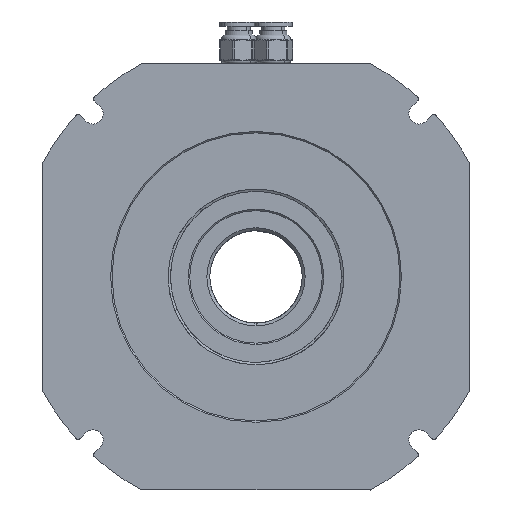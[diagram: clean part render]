
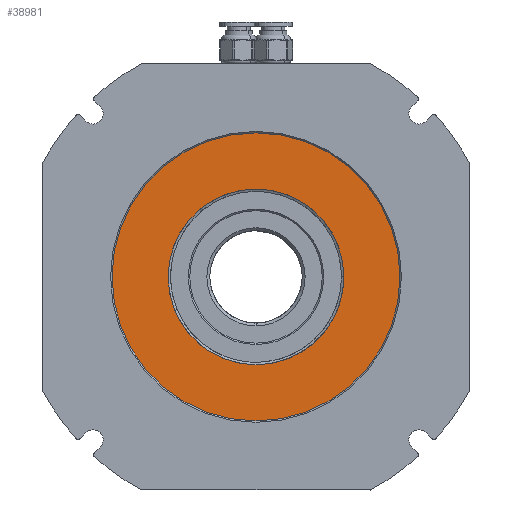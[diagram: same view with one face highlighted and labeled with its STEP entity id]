
A CAD part, front view. The second image highlights one B-rep face of the part: STEP entity #38981.
In plain terms, the highlighted planar face has unit normal (0, -1, 0).
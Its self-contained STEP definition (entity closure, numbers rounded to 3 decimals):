
#1901 = CARTESIAN_POINT ( 'NONE',  ( 0., 3., 0. ) ) ;
#6767 = CIRCLE ( 'NONE', #63560, 30.5 ) ;
#6846 = AXIS2_PLACEMENT_3D ( 'NONE', #38927, #39257, #58686 ) ;
#8354 = CARTESIAN_POINT ( 'NONE',  ( 30.5, 3., 0. ) ) ;
#8855 = ORIENTED_EDGE ( 'NONE', *, *, #58854, .F. ) ;
#9600 = CARTESIAN_POINT ( 'NONE',  ( 0., 3., -50. ) ) ;
#10070 = AXIS2_PLACEMENT_3D ( 'NONE', #22293, #41984, #36811 ) ;
#10622 = CARTESIAN_POINT ( 'NONE',  ( 0., 3., 50. ) ) ;
#12453 = ORIENTED_EDGE ( 'NONE', *, *, #17011, .T. ) ;
#12902 = CARTESIAN_POINT ( 'NONE',  ( 0., 3., 30.5 ) ) ;
#14001 = DIRECTION ( 'NONE',  ( 0., 0., -1. ) ) ;
#15146 = ORIENTED_EDGE ( 'NONE', *, *, #41400, .F. ) ;
#17011 = EDGE_CURVE ( 'NONE', #55927, #22590, #55041, .T. ) ;
#18287 = EDGE_LOOP ( 'NONE', ( #50921, #12453 ) ) ;
#20638 = DIRECTION ( 'NONE',  ( 0., -1., 0. ) ) ;
#22293 = CARTESIAN_POINT ( 'NONE',  ( 0., 3., 0. ) ) ;
#22590 = VERTEX_POINT ( 'NONE', #9600 ) ;
#22767 = CARTESIAN_POINT ( 'NONE',  ( 0., 3., 0. ) ) ;
#22884 = CIRCLE ( 'NONE', #33174, 50. ) ;
#24843 = EDGE_LOOP ( 'NONE', ( #15146, #58784, #8855 ) ) ;
#26727 = CARTESIAN_POINT ( 'NONE',  ( 0., 3., 0. ) ) ;
#27220 = FACE_OUTER_BOUND ( 'NONE', #18287, .T. ) ;
#30584 = CIRCLE ( 'NONE', #6846, 30.5 ) ;
#31723 = FACE_BOUND ( 'NONE', #24843, .T. ) ;
#33162 = VERTEX_POINT ( 'NONE', #8354 ) ;
#33174 = AXIS2_PLACEMENT_3D ( 'NONE', #22767, #47926, #14001 ) ;
#36811 = DIRECTION ( 'NONE',  ( 0., 0., -1. ) ) ;
#37019 = DIRECTION ( 'NONE',  ( 0., 0., -1. ) ) ;
#37952 = CARTESIAN_POINT ( 'NONE',  ( 0., 3., -30.5 ) ) ;
#38605 = EDGE_CURVE ( 'NONE', #22590, #55927, #22884, .T. ) ;
#38927 = CARTESIAN_POINT ( 'NONE',  ( 0., 3., 0. ) ) ;
#38981 = ADVANCED_FACE ( 'NONE', ( #31723, #27220 ), #46290, .T. ) ;
#39257 = DIRECTION ( 'NONE',  ( 0., -1., 0. ) ) ;
#41400 = EDGE_CURVE ( 'NONE', #33162, #62854, #30584, .T. ) ;
#41984 = DIRECTION ( 'NONE',  ( 0., -1., 0. ) ) ;
#42037 = CIRCLE ( 'NONE', #10070, 30.5 ) ;
#42300 = EDGE_CURVE ( 'NONE', #56600, #33162, #42037, .T. ) ;
#45652 = DIRECTION ( 'NONE',  ( 0., 0., -1. ) ) ;
#46290 = PLANE ( 'NONE',  #53162 ) ;
#47926 = DIRECTION ( 'NONE',  ( 0., -1., 0. ) ) ;
#48791 = AXIS2_PLACEMENT_3D ( 'NONE', #1901, #20638, #50033 ) ;
#50033 = DIRECTION ( 'NONE',  ( 0., 0., -1. ) ) ;
#50921 = ORIENTED_EDGE ( 'NONE', *, *, #38605, .T. ) ;
#51468 = DIRECTION ( 'NONE',  ( 0., -1., 0. ) ) ;
#51600 = DIRECTION ( 'NONE',  ( 0., -1., 0. ) ) ;
#53162 = AXIS2_PLACEMENT_3D ( 'NONE', #56636, #51468, #45652 ) ;
#55041 = CIRCLE ( 'NONE', #48791, 50. ) ;
#55927 = VERTEX_POINT ( 'NONE', #10622 ) ;
#56600 = VERTEX_POINT ( 'NONE', #37952 ) ;
#56636 = CARTESIAN_POINT ( 'NONE',  ( 0., 3., 0. ) ) ;
#58686 = DIRECTION ( 'NONE',  ( 0., 0., -1. ) ) ;
#58784 = ORIENTED_EDGE ( 'NONE', *, *, #42300, .F. ) ;
#58854 = EDGE_CURVE ( 'NONE', #62854, #56600, #6767, .T. ) ;
#62854 = VERTEX_POINT ( 'NONE', #12902 ) ;
#63560 = AXIS2_PLACEMENT_3D ( 'NONE', #26727, #51600, #37019 ) ;
